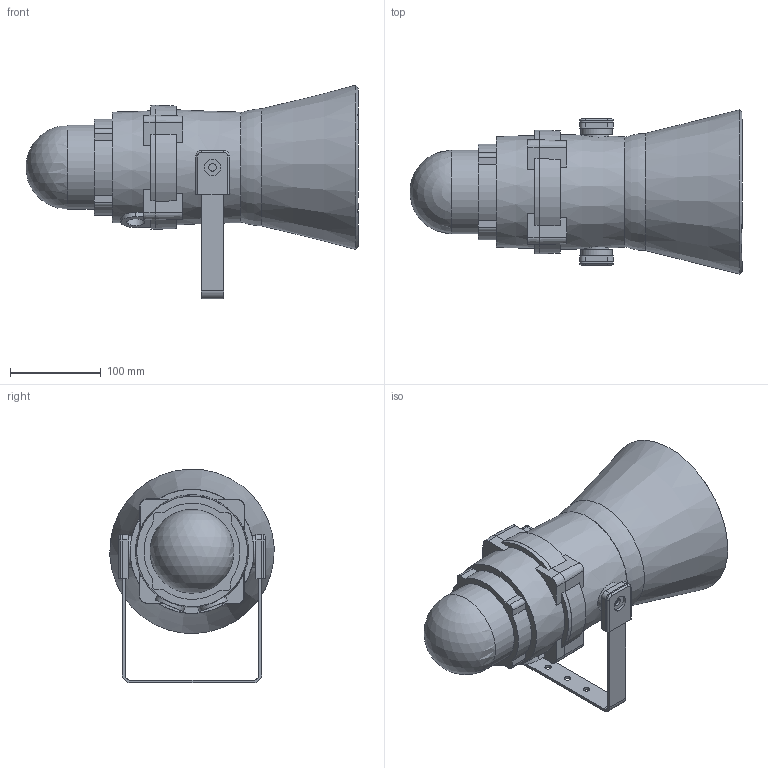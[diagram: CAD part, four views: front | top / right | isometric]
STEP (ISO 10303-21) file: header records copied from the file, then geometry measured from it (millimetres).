
FILE_DESCRIPTION (( 'STEP AP214' ), '1' );
FILE_NAME ('D210-05-601-3D_Issue_A.STEP', '2022-09-16T12:48:06', ( '' ), ( '' ), 'SwSTEP 2.0', 'SolidWorks 2021', '' );
FILE_SCHEMA (( 'AUTOMOTIVE_DESIGN' ));
Length unit declared in the file: millimetre
Products named in the file (7): Beacon 2ndary body; a; D210-05-601-3D_Issue_A; b; Bex sounder main body; stirrup; S110 horn
Assembly tree (8 placements, depth 2):
  D210-05-601-3D_Issue_A
    Bex sounder main body
    Beacon 2ndary body
    S110 horn
    stirrup
    b  x2
    a  x2
Bounding box: 366.06 x 181.2 x 235.6 mm (x, y, z)
Volume: 2430196.8 mm3; surface area: 399843.3 mm2
Topology: 9 solids, 9 shells, 214 faces, 532 edges, 353 vertices
Faces by surface type: plane 121, cylinder 57, cone 27, torus 7, sphere 2
Full cylindrical faces by diameter (mm): 7 x3, 8.3 x4, 13 x2, 13.5 x2, 18 x2, 20 x2, 29 x2, 35 x2, 40 x1, 54 x1, 57 x1, 60 x1, 92.4 x1, 133.911 x1
Entity records: 6501 total; most frequent: CARTESIAN_POINT 1396, DIRECTION 899, ORIENTED_EDGE 812, EDGE_CURVE 406, AXIS2_PLACEMENT_3D 346, VERTEX_POINT 289, EDGE_LOOP 249, LINE 207
